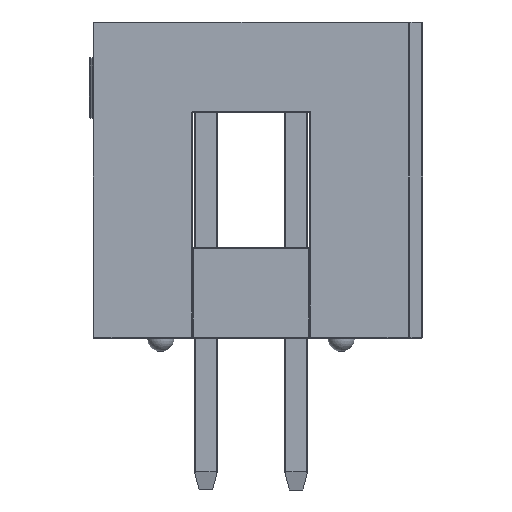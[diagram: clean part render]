
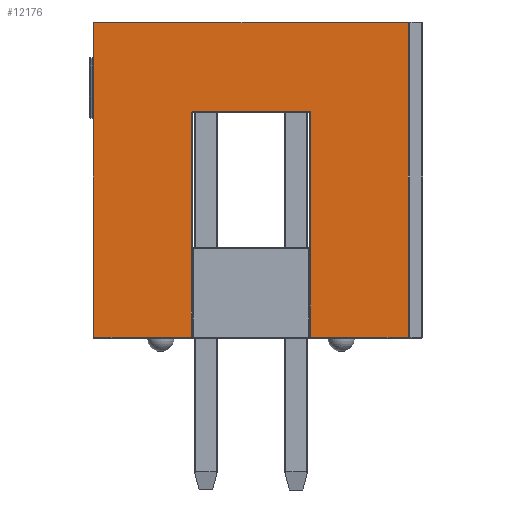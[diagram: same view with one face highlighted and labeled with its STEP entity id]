
A CAD part, left-side view. The second image highlights one B-rep face of the part: STEP entity #12176.
In plain terms, the highlighted planar face has unit normal (-1, 0, 0).
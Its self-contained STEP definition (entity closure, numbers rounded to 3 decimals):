
#878=CIRCLE('',#13005,0.051);
#1020=PLANE('',#13167);
#1612=FACE_OUTER_BOUND('',#2345,.T.);
#2345=EDGE_LOOP('',(#9668,#9669,#9670,#9671,#9672,#9673,#9674,#9675,#9676));
#2947=LINE('',#17731,#4260);
#2964=LINE('',#17957,#4277);
#2968=LINE('',#17981,#4281);
#2999=LINE('',#18133,#4312);
#3001=LINE('',#18136,#4314);
#3006=LINE('',#18144,#4319);
#3009=LINE('',#18148,#4322);
#3061=LINE('',#18226,#4374);
#4260=VECTOR('',#14246,10.);
#4277=VECTOR('',#14395,10.);
#4281=VECTOR('',#14423,10.);
#4312=VECTOR('',#14604,10.);
#4314=VECTOR('',#14608,10.);
#4319=VECTOR('',#14619,10.);
#4322=VECTOR('',#14624,10.);
#4374=VECTOR('',#14728,10.);
#5657=VERTEX_POINT('',#17371);
#5694=VERTEX_POINT('',#17588);
#5713=VERTEX_POINT('',#17730);
#5758=VERTEX_POINT('',#17950);
#5767=VERTEX_POINT('',#17975);
#5768=VERTEX_POINT('',#17977);
#5793=VERTEX_POINT('',#18049);
#5794=VERTEX_POINT('',#18053);
#5807=VERTEX_POINT('',#18097);
#6890=EDGE_CURVE('',#5657,#5713,#2947,.T.);
#6955=EDGE_CURVE('',#5758,#5694,#2964,.T.);
#6965=EDGE_CURVE('',#5767,#5768,#878,.T.);
#6967=EDGE_CURVE('',#5713,#5767,#2968,.T.);
#7044=EDGE_CURVE('',#5794,#5807,#2999,.T.);
#7046=EDGE_CURVE('',#5807,#5793,#3001,.T.);
#7051=EDGE_CURVE('',#5768,#5794,#3006,.T.);
#7054=EDGE_CURVE('',#5793,#5758,#3009,.T.);
#7106=EDGE_CURVE('',#5694,#5657,#3061,.T.);
#9668=ORIENTED_EDGE('',*,*,#7044,.F.);
#9669=ORIENTED_EDGE('',*,*,#7051,.F.);
#9670=ORIENTED_EDGE('',*,*,#6965,.F.);
#9671=ORIENTED_EDGE('',*,*,#6967,.F.);
#9672=ORIENTED_EDGE('',*,*,#6890,.F.);
#9673=ORIENTED_EDGE('',*,*,#7106,.F.);
#9674=ORIENTED_EDGE('',*,*,#6955,.F.);
#9675=ORIENTED_EDGE('',*,*,#7054,.F.);
#9676=ORIENTED_EDGE('',*,*,#7046,.F.);
#12176=ADVANCED_FACE('',(#1612),#1020,.T.);
#13005=AXIS2_PLACEMENT_3D('',#17978,#14417,#14418);
#13167=AXIS2_PLACEMENT_3D('',#18880,#15161,#15162);
#14246=DIRECTION('',(0.,0.,1.));
#14395=DIRECTION('',(0.,0.,-1.));
#14417=DIRECTION('center_axis',(-1.,0.,0.));
#14418=DIRECTION('ref_axis',(0.,0.707,0.707));
#14423=DIRECTION('',(0.,1.,0.));
#14604=DIRECTION('',(0.,1.,0.));
#14608=DIRECTION('',(0.,0.,1.));
#14619=DIRECTION('',(0.,0.,-1.));
#14624=DIRECTION('',(0.,-1.,0.));
#14728=DIRECTION('',(0.,1.,0.));
#15161=DIRECTION('center_axis',(-1.,0.,0.));
#15162=DIRECTION('ref_axis',(0.,-1.,0.));
#17371=CARTESIAN_POINT('',(-45.085,-1.676,0.025));
#17588=CARTESIAN_POINT('',(-45.085,-4.42,0.025));
#17730=CARTESIAN_POINT('',(-45.085,-1.676,6.375));
#17731=CARTESIAN_POINT('',(-45.085,-1.676,3.175));
#17950=CARTESIAN_POINT('',(-45.085,-4.42,8.865));
#17957=CARTESIAN_POINT('',(-45.085,-4.42,0.));
#17975=CARTESIAN_POINT('',(-45.085,1.626,6.375));
#17977=CARTESIAN_POINT('',(-45.085,1.676,6.325));
#17978=CARTESIAN_POINT('Origin',(-45.085,1.626,6.325));
#17981=CARTESIAN_POINT('',(-45.085,3.048,6.375));
#18049=CARTESIAN_POINT('',(-45.085,4.42,8.865));
#18053=CARTESIAN_POINT('',(-45.085,1.676,0.025));
#18097=CARTESIAN_POINT('',(-45.085,4.42,0.025));
#18133=CARTESIAN_POINT('',(-45.085,2.223,0.025));
#18136=CARTESIAN_POINT('',(-45.085,4.42,0.));
#18144=CARTESIAN_POINT('',(-45.085,1.676,0.));
#18148=CARTESIAN_POINT('',(-45.085,2.223,8.865));
#18226=CARTESIAN_POINT('',(-45.085,2.223,0.025));
#18880=CARTESIAN_POINT('Origin',(-45.085,4.445,0.));
